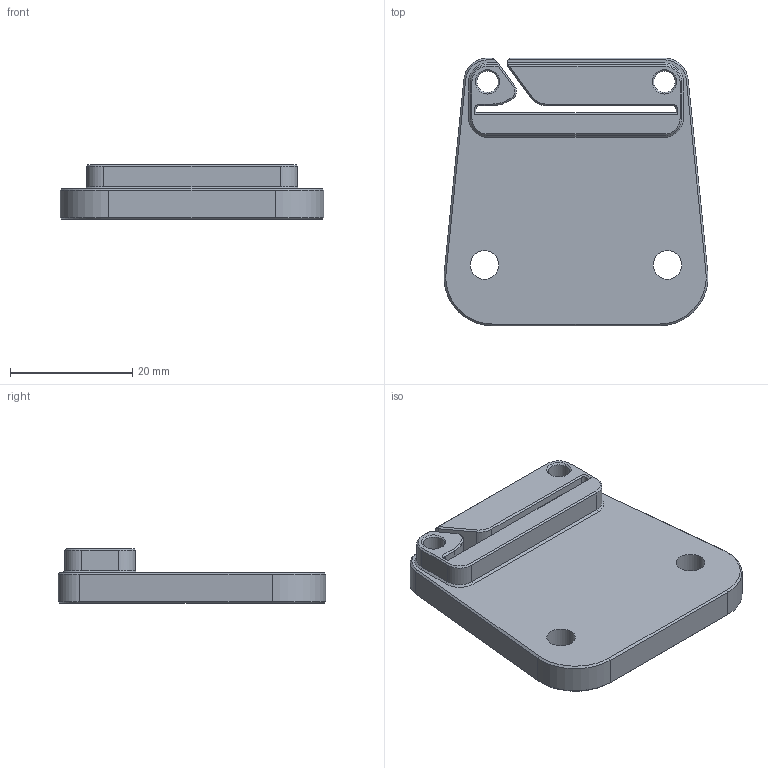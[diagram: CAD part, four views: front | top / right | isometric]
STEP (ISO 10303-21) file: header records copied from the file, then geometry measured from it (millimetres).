
FILE_DESCRIPTION(/* description */ (''),/* implementation_level */ '2;1');
FILE_NAME(/* name */ 'Roadkill Rear Panel Insert - Inner - Open.step',/* time_stamp */ '2022-05-03T10:44:23-05:00',/* author */ (''),/* organization */ (''),/* preprocessor_version */ 'ST-DEVELOPER v18.1',/* originating_system */ 'Autodesk Translation Framework v10.14.0.1471',/* authorisation */ '');
FILE_SCHEMA (('AUTOMOTIVE_DESIGN { 1 0 10303 214 3 1 1 }'));
Length unit declared in the file: millimetre
Products named in the file (2): Roadkill Rear Panel Insert A+ Longs; Inner Panel Insert
Assembly tree (1 placements, depth 2):
  Roadkill Rear Panel Insert A+ Longs
    Inner Panel Insert
Bounding box: 43.25 x 43.9 x 8.9 mm (x, y, z)
Volume: 9041.1 mm3; surface area: 5288.3 mm2
Topology: 1 solids, 1 shells, 116 faces, 271 edges, 159 vertices
Faces by surface type: plane 59, cone 35, cylinder 22
Full cylindrical faces by diameter (mm): 3.5 x2, 4.7 x4
Entity records: 3315 total; most frequent: DIRECTION 591, CARTESIAN_POINT 554, ORIENTED_EDGE 542, EDGE_CURVE 271, AXIS2_PLACEMENT_3D 203, LINE 185, VECTOR 185, VERTEX_POINT 159
